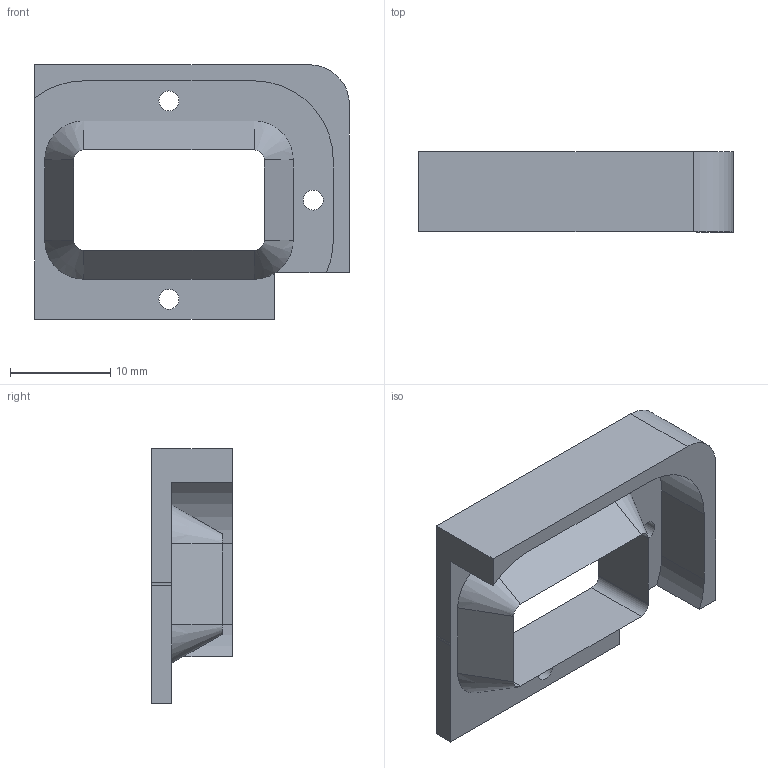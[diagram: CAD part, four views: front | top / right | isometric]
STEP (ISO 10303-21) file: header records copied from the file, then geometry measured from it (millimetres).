
FILE_DESCRIPTION(/* description */ (''),/* implementation_level */ '2;1');
FILE_NAME(/* name */ 'V20_Clamp_Top_MiddleBody.stp',/* time_stamp */ '2025-10-28T09:49:56+10:30',/* author */ ('matth'),/* organization */ (''),/* preprocessor_version */ 'ST-DEVELOPER v20.1',/* originating_system */ 'Autodesk Inventor 2026',/* authorisation */ '');
FILE_SCHEMA (('AUTOMOTIVE_DESIGN { 1 0 10303 214 3 1 1 }'));
Length unit declared in the file: millimetre
Products named in the file (1): middlebodytopclamp
Bounding box: 31.4 x 8 x 25.39 mm (x, y, z)
Volume: 2139.6 mm3; surface area: 2577.3 mm2
Topology: 1 solids, 1 shells, 36 faces, 97 edges, 62 vertices
Faces by surface type: plane 20, cylinder 12, cone 4
Full cylindrical faces by diameter (mm): 2 x3
Entity records: 1183 total; most frequent: CARTESIAN_POINT 200, DIRECTION 198, ORIENTED_EDGE 194, EDGE_CURVE 97, LINE 66, VECTOR 66, AXIS2_PLACEMENT_3D 66, VERTEX_POINT 62
